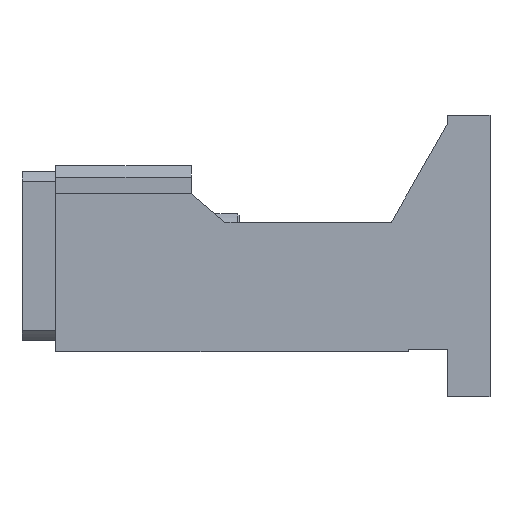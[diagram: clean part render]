
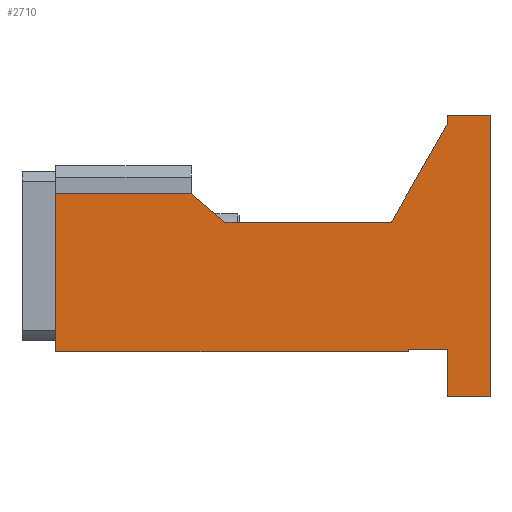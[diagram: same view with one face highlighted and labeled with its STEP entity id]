
A CAD part, front view. The second image highlights one B-rep face of the part: STEP entity #2710.
In plain terms, the highlighted planar face has unit normal (0, -1, 0).
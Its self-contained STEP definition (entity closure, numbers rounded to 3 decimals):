
#1924=CARTESIAN_POINT('Vertex',(139.,-53.,50.)) ;
#1966=CARTESIAN_POINT('Vertex',(139.,-53.,47.)) ;
#1969=CARTESIAN_POINT('Line Origine',(139.,-53.,48.5)) ;
#2109=CARTESIAN_POINT('Vertex',(0.,-53.,-34.)) ;
#2112=CARTESIAN_POINT('Line Origine',(0.,-53.,-6.)) ;
#2116=CARTESIAN_POINT('Vertex',(0.,-53.,22.)) ;
#2230=CARTESIAN_POINT('Control Point',(154.,-53.,50.)) ;
#2231=CARTESIAN_POINT('Control Point',(139.,-53.,50.)) ;
#2232=CARTESIAN_POINT('Vertex',(154.,-53.,50.)) ;
#2251=CARTESIAN_POINT('Line Origine',(154.,-53.,0.)) ;
#2255=CARTESIAN_POINT('Vertex',(154.,-53.,-50.)) ;
#2366=CARTESIAN_POINT('Control Point',(139.,-53.,-50.)) ;
#2367=CARTESIAN_POINT('Control Point',(154.,-53.,-50.)) ;
#2368=CARTESIAN_POINT('Vertex',(139.,-53.,-50.)) ;
#2382=CARTESIAN_POINT('Line Origine',(139.,-53.,-40.5)) ;
#2386=CARTESIAN_POINT('Vertex',(139.,-53.,-33.)) ;
#2388=CARTESIAN_POINT('Vertex',(139.,-53.,-48.)) ;
#2413=CARTESIAN_POINT('Line Origine',(139.,-53.,-49.)) ;
#2524=CARTESIAN_POINT('Vertex',(125.,-53.,-34.)) ;
#2527=CARTESIAN_POINT('Line Origine',(62.5,-53.,-34.)) ;
#2651=CARTESIAN_POINT('Axis2P3D Location',(0.,-53.,22.)) ;
#2656=CARTESIAN_POINT('Line Origine',(125.,-53.,-33.5)) ;
#2660=CARTESIAN_POINT('Vertex',(125.,-53.,-33.)) ;
#2663=CARTESIAN_POINT('Line Origine',(132.,-53.,-33.)) ;
#2668=CARTESIAN_POINT('Line Origine',(129.,-53.,29.5)) ;
#2672=CARTESIAN_POINT('Vertex',(119.,-53.,12.)) ;
#2675=CARTESIAN_POINT('Line Origine',(89.5,-53.,12.)) ;
#2679=CARTESIAN_POINT('Vertex',(60.,-53.,12.)) ;
#2682=CARTESIAN_POINT('Line Origine',(54.,-53.,17.)) ;
#2686=CARTESIAN_POINT('Vertex',(48.,-53.,22.)) ;
#2689=CARTESIAN_POINT('Line Origine',(24.,-53.,22.)) ;
#1970=DIRECTION('Vector Direction',(0.,0.,-1.)) ;
#2113=DIRECTION('Vector Direction',(0.,0.,-1.)) ;
#2252=DIRECTION('Vector Direction',(0.,0.,-1.)) ;
#2383=DIRECTION('Vector Direction',(0.,0.,-1.)) ;
#2414=DIRECTION('Vector Direction',(0.,0.,-1.)) ;
#2528=DIRECTION('Vector Direction',(1.,0.,0.)) ;
#2652=DIRECTION('Axis2P3D Direction',(0.,-1.,0.)) ;
#2653=DIRECTION('Axis2P3D XDirection',(0.,0.,-1.)) ;
#2657=DIRECTION('Vector Direction',(0.,0.,-1.)) ;
#2664=DIRECTION('Vector Direction',(1.,0.,0.)) ;
#2669=DIRECTION('Vector Direction',(0.496,0.,0.868)) ;
#2676=DIRECTION('Vector Direction',(-1.,0.,0.)) ;
#2683=DIRECTION('Vector Direction',(-0.768,0.,0.64)) ;
#2690=DIRECTION('Vector Direction',(1.,0.,0.)) ;
#2654=AXIS2_PLACEMENT_3D('Plane Axis2P3D',#2651,#2652,#2653) ;
#2695=ORIENTED_EDGE('',*,*,#2662,.F.) ;
#2696=ORIENTED_EDGE('',*,*,#2667,.T.) ;
#2697=ORIENTED_EDGE('',*,*,#2390,.T.) ;
#2698=ORIENTED_EDGE('',*,*,#2417,.T.) ;
#2699=ORIENTED_EDGE('',*,*,#2370,.F.) ;
#2700=ORIENTED_EDGE('',*,*,#2257,.F.) ;
#2701=ORIENTED_EDGE('',*,*,#2234,.F.) ;
#2702=ORIENTED_EDGE('',*,*,#1973,.T.) ;
#2703=ORIENTED_EDGE('',*,*,#2674,.F.) ;
#2704=ORIENTED_EDGE('',*,*,#2681,.T.) ;
#2705=ORIENTED_EDGE('',*,*,#2688,.T.) ;
#2706=ORIENTED_EDGE('',*,*,#2693,.F.) ;
#2707=ORIENTED_EDGE('',*,*,#2118,.T.) ;
#2708=ORIENTED_EDGE('',*,*,#2531,.T.) ;
#1971=VECTOR('Line Direction',#1970,1.) ;
#2114=VECTOR('Line Direction',#2113,1.) ;
#2253=VECTOR('Line Direction',#2252,1.) ;
#2384=VECTOR('Line Direction',#2383,1.) ;
#2415=VECTOR('Line Direction',#2414,1.) ;
#2529=VECTOR('Line Direction',#2528,1.) ;
#2658=VECTOR('Line Direction',#2657,1.) ;
#2665=VECTOR('Line Direction',#2664,1.) ;
#2670=VECTOR('Line Direction',#2669,1.) ;
#2677=VECTOR('Line Direction',#2676,1.) ;
#2684=VECTOR('Line Direction',#2683,1.) ;
#2691=VECTOR('Line Direction',#2690,1.) ;
#2710=ADVANCED_FACE('\X2\96F64EF651E04F554F53\X0\',(#2709),#2655,.T.) ;
#2229=B_SPLINE_CURVE_WITH_KNOTS('',1,(#2230,#2231),.UNSPECIFIED.,.F.,.U.,(2,2),(0.,15.),.UNSPECIFIED.) ;
#2365=B_SPLINE_CURVE_WITH_KNOTS('',1,(#2366,#2367),.UNSPECIFIED.,.F.,.U.,(2,2),(0.,15.),.UNSPECIFIED.) ;
#1973=EDGE_CURVE('',#1925,#1967,#1972,.T.) ;
#2118=EDGE_CURVE('',#2117,#2110,#2115,.T.) ;
#2234=EDGE_CURVE('',#1925,#2233,#2229,.F.) ;
#2257=EDGE_CURVE('',#2233,#2256,#2254,.T.) ;
#2370=EDGE_CURVE('',#2256,#2369,#2365,.F.) ;
#2390=EDGE_CURVE('',#2387,#2389,#2385,.T.) ;
#2417=EDGE_CURVE('',#2389,#2369,#2416,.T.) ;
#2531=EDGE_CURVE('',#2110,#2525,#2530,.T.) ;
#2662=EDGE_CURVE('',#2661,#2525,#2659,.T.) ;
#2667=EDGE_CURVE('',#2661,#2387,#2666,.T.) ;
#2674=EDGE_CURVE('',#2673,#1967,#2671,.T.) ;
#2681=EDGE_CURVE('',#2673,#2680,#2678,.T.) ;
#2688=EDGE_CURVE('',#2680,#2687,#2685,.T.) ;
#2693=EDGE_CURVE('',#2117,#2687,#2692,.T.) ;
#2694=EDGE_LOOP('',(#2695,#2696,#2697,#2698,#2699,#2700,#2701,#2702,#2703,#2704,#2705,#2706,#2707,#2708)) ;
#2709=FACE_OUTER_BOUND('',#2694,.T.) ;
#1972=LINE('Line',#1969,#1971) ;
#2115=LINE('Line',#2112,#2114) ;
#2254=LINE('Line',#2251,#2253) ;
#2385=LINE('Line',#2382,#2384) ;
#2416=LINE('Line',#2413,#2415) ;
#2530=LINE('Line',#2527,#2529) ;
#2659=LINE('Line',#2656,#2658) ;
#2666=LINE('Line',#2663,#2665) ;
#2671=LINE('Line',#2668,#2670) ;
#2678=LINE('Line',#2675,#2677) ;
#2685=LINE('Line',#2682,#2684) ;
#2692=LINE('Line',#2689,#2691) ;
#2655=PLANE('Plane',#2654) ;
#1925=VERTEX_POINT('',#1924) ;
#1967=VERTEX_POINT('',#1966) ;
#2110=VERTEX_POINT('',#2109) ;
#2117=VERTEX_POINT('',#2116) ;
#2233=VERTEX_POINT('',#2232) ;
#2256=VERTEX_POINT('',#2255) ;
#2369=VERTEX_POINT('',#2368) ;
#2387=VERTEX_POINT('',#2386) ;
#2389=VERTEX_POINT('',#2388) ;
#2525=VERTEX_POINT('',#2524) ;
#2661=VERTEX_POINT('',#2660) ;
#2673=VERTEX_POINT('',#2672) ;
#2680=VERTEX_POINT('',#2679) ;
#2687=VERTEX_POINT('',#2686) ;
